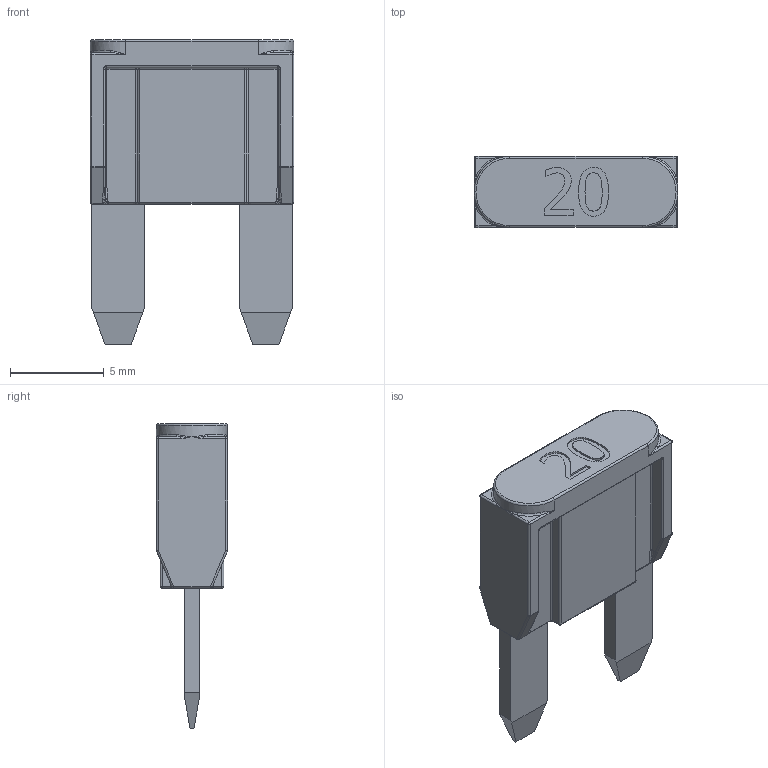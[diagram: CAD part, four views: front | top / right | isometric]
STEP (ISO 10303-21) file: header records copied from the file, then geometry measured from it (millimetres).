
FILE_DESCRIPTION((''),'2;1');
FILE_NAME('Fusibile Lama MINI Type 2.stp','2015-05-08T08:45:42',('Tecnico2'),(''),'Autodesk Inventor 2012','Autodesk Inventor 2012','');
FILE_SCHEMA(('AUTOMOTIVE_DESIGN { 1 0 10303 214 1 1 1 1 }'));
Length unit declared in the file: millimetre
Products named in the file (1): Fusibile Lama MINI Type 2
Bounding box: 10.9 x 3.8 x 16.3 mm (x, y, z)
Volume: 328.7 mm3; surface area: 471.5 mm2
Topology: 3 solids, 3 shells, 254 faces, 601 edges, 340 vertices
Faces by surface type: cylinder 76, bspline 71, plane 61, sphere 28, torus 18
Entity records: 8780 total; most frequent: CARTESIAN_POINT 3408, ORIENTED_EDGE 1154, DIRECTION 1019, EDGE_CURVE 577, AXIS2_PLACEMENT_3D 388, VERTEX_POINT 332, EDGE_LOOP 257, FACE_OUTER_BOUND 254
